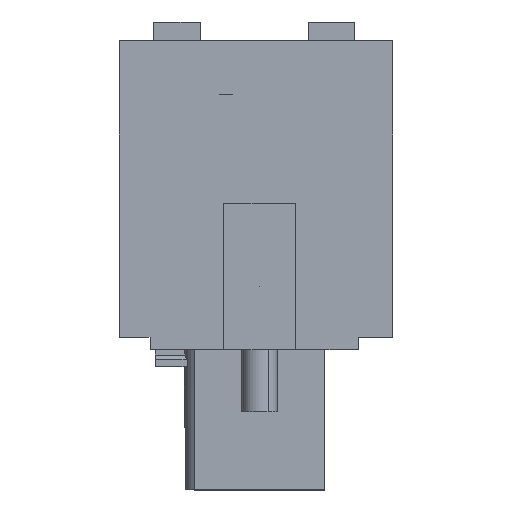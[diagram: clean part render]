
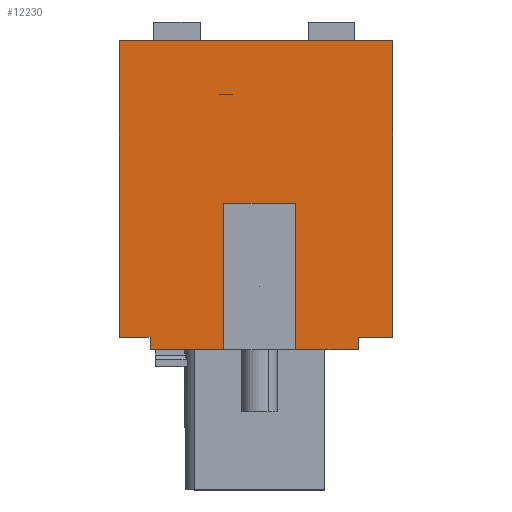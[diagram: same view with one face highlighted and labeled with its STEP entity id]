
A CAD part, left-side view. The second image highlights one B-rep face of the part: STEP entity #12230.
In plain terms, the highlighted planar face has unit normal (-1, 0, 0).
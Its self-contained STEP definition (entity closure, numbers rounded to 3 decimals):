
#12195=AXIS2_PLACEMENT_3D('Plane Axis2P3D',#12192,#12193,#12194) ;
#40=CARTESIAN_POINT('Vertex',(3.375,0.,25.)) ;
#4564=CARTESIAN_POINT('Vertex',(3.375,15.2,25.)) ;
#4567=CARTESIAN_POINT('Line Origine',(3.375,7.6,25.)) ;
#5676=CARTESIAN_POINT('Vertex',(3.375,15.2,8.5)) ;
#5679=CARTESIAN_POINT('Line Origine',(3.375,15.2,16.75)) ;
#6570=CARTESIAN_POINT('Line Origine',(3.375,14.35,8.5)) ;
#6574=CARTESIAN_POINT('Vertex',(3.375,13.5,8.5)) ;
#6607=CARTESIAN_POINT('Vertex',(3.375,13.5,7.8)) ;
#6610=CARTESIAN_POINT('Line Origine',(3.375,13.5,8.15)) ;
#6638=CARTESIAN_POINT('Vertex',(3.375,1.9,7.8)) ;
#6652=CARTESIAN_POINT('Vertex',(3.375,1.9,8.5)) ;
#6655=CARTESIAN_POINT('Line Origine',(3.375,1.9,8.15)) ;
#6667=CARTESIAN_POINT('Line Origine',(3.375,0.95,8.5)) ;
#6671=CARTESIAN_POINT('Vertex',(3.375,0.,8.5)) ;
#6717=CARTESIAN_POINT('Line Origine',(3.375,0.,16.75)) ;
#9905=CARTESIAN_POINT('Line Origine',(3.375,3.65,7.8)) ;
#9909=CARTESIAN_POINT('Vertex',(3.375,5.4,7.8)) ;
#9930=CARTESIAN_POINT('Vertex',(3.375,9.4,7.8)) ;
#9933=CARTESIAN_POINT('Line Origine',(3.375,11.45,7.8)) ;
#12192=CARTESIAN_POINT('Axis2P3D Location',(3.375,0.,0.)) ;
#12197=CARTESIAN_POINT('Line Origine',(3.375,9.4,16.4)) ;
#12201=CARTESIAN_POINT('Vertex',(3.375,9.4,15.95)) ;
#12204=CARTESIAN_POINT('Line Origine',(3.375,7.6,15.95)) ;
#12208=CARTESIAN_POINT('Vertex',(3.375,5.4,15.95)) ;
#12211=CARTESIAN_POINT('Line Origine',(3.375,5.4,16.4)) ;
#4568=DIRECTION('Vector Direction',(0.,1.,0.)) ;
#5680=DIRECTION('Vector Direction',(0.,0.,1.)) ;
#6571=DIRECTION('Vector Direction',(0.,1.,0.)) ;
#6611=DIRECTION('Vector Direction',(0.,0.,1.)) ;
#6656=DIRECTION('Vector Direction',(0.,0.,-1.)) ;
#6668=DIRECTION('Vector Direction',(0.,1.,0.)) ;
#6718=DIRECTION('Vector Direction',(0.,0.,-1.)) ;
#9906=DIRECTION('Vector Direction',(0.,1.,0.)) ;
#9934=DIRECTION('Vector Direction',(0.,1.,0.)) ;
#12193=DIRECTION('Axis2P3D Direction',(-1.,0.,0.)) ;
#12194=DIRECTION('Axis2P3D XDirection',(0.,0.,1.)) ;
#12198=DIRECTION('Vector Direction',(0.,0.,1.)) ;
#12205=DIRECTION('Vector Direction',(0.,1.,0.)) ;
#12212=DIRECTION('Vector Direction',(0.,0.,1.)) ;
#4569=VECTOR('Line Direction',#4568,1.) ;
#5681=VECTOR('Line Direction',#5680,1.) ;
#6572=VECTOR('Line Direction',#6571,1.) ;
#6612=VECTOR('Line Direction',#6611,1.) ;
#6657=VECTOR('Line Direction',#6656,1.) ;
#6669=VECTOR('Line Direction',#6668,1.) ;
#6719=VECTOR('Line Direction',#6718,1.) ;
#9907=VECTOR('Line Direction',#9906,1.) ;
#9935=VECTOR('Line Direction',#9934,1.) ;
#12199=VECTOR('Line Direction',#12198,1.) ;
#12206=VECTOR('Line Direction',#12205,1.) ;
#12213=VECTOR('Line Direction',#12212,1.) ;
#12217=ORIENTED_EDGE('',*,*,#9911,.F.) ;
#12218=ORIENTED_EDGE('',*,*,#6659,.F.) ;
#12219=ORIENTED_EDGE('',*,*,#6673,.F.) ;
#12220=ORIENTED_EDGE('',*,*,#6721,.F.) ;
#12221=ORIENTED_EDGE('',*,*,#4571,.T.) ;
#12222=ORIENTED_EDGE('',*,*,#5683,.F.) ;
#12223=ORIENTED_EDGE('',*,*,#6576,.F.) ;
#12224=ORIENTED_EDGE('',*,*,#6614,.F.) ;
#12225=ORIENTED_EDGE('',*,*,#9937,.F.) ;
#12226=ORIENTED_EDGE('',*,*,#12203,.F.) ;
#12227=ORIENTED_EDGE('',*,*,#12210,.T.) ;
#12228=ORIENTED_EDGE('',*,*,#12215,.T.) ;
#12230=ADVANCED_FACE('HOUSING',(#12229),#12196,.T.) ;
#4571=EDGE_CURVE('',#41,#4565,#4570,.T.) ;
#5683=EDGE_CURVE('',#5677,#4565,#5682,.T.) ;
#6576=EDGE_CURVE('',#6575,#5677,#6573,.T.) ;
#6614=EDGE_CURVE('',#6608,#6575,#6613,.T.) ;
#6659=EDGE_CURVE('',#6653,#6639,#6658,.T.) ;
#6673=EDGE_CURVE('',#6672,#6653,#6670,.T.) ;
#6721=EDGE_CURVE('',#41,#6672,#6720,.T.) ;
#9911=EDGE_CURVE('',#6639,#9910,#9908,.T.) ;
#9937=EDGE_CURVE('',#9931,#6608,#9936,.T.) ;
#12203=EDGE_CURVE('',#12202,#9931,#12200,.F.) ;
#12210=EDGE_CURVE('',#12202,#12209,#12207,.F.) ;
#12215=EDGE_CURVE('',#12209,#9910,#12214,.F.) ;
#12216=EDGE_LOOP('',(#12217,#12218,#12219,#12220,#12221,#12222,#12223,#12224,#12225,#12226,#12227,#12228)) ;
#12229=FACE_OUTER_BOUND('',#12216,.T.) ;
#4570=LINE('Line',#4567,#4569) ;
#5682=LINE('Line',#5679,#5681) ;
#6573=LINE('Line',#6570,#6572) ;
#6613=LINE('Line',#6610,#6612) ;
#6658=LINE('Line',#6655,#6657) ;
#6670=LINE('Line',#6667,#6669) ;
#6720=LINE('Line',#6717,#6719) ;
#9908=LINE('Line',#9905,#9907) ;
#9936=LINE('Line',#9933,#9935) ;
#12200=LINE('Line',#12197,#12199) ;
#12207=LINE('Line',#12204,#12206) ;
#12214=LINE('Line',#12211,#12213) ;
#12196=PLANE('',#12195) ;
#41=VERTEX_POINT('',#40) ;
#4565=VERTEX_POINT('',#4564) ;
#5677=VERTEX_POINT('',#5676) ;
#6575=VERTEX_POINT('',#6574) ;
#6608=VERTEX_POINT('',#6607) ;
#6639=VERTEX_POINT('',#6638) ;
#6653=VERTEX_POINT('',#6652) ;
#6672=VERTEX_POINT('',#6671) ;
#9910=VERTEX_POINT('',#9909) ;
#9931=VERTEX_POINT('',#9930) ;
#12202=VERTEX_POINT('',#12201) ;
#12209=VERTEX_POINT('',#12208) ;
